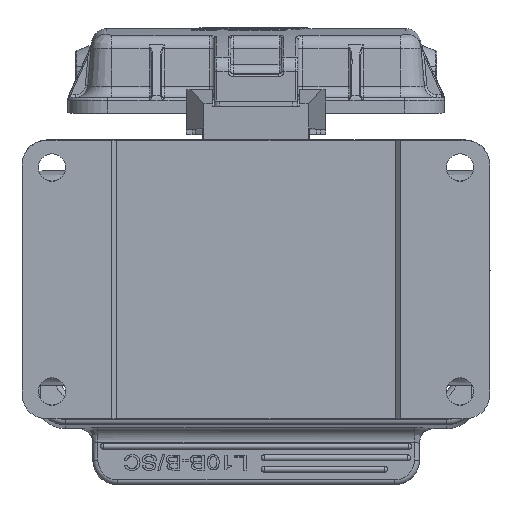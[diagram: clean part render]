
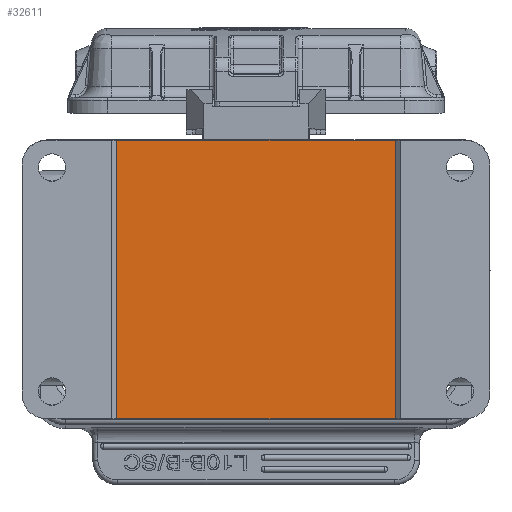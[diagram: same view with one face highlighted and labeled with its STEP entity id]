
A CAD part, front view. The second image highlights one B-rep face of the part: STEP entity #32611.
In plain terms, the highlighted planar face has unit normal (0, -1, -0.009).
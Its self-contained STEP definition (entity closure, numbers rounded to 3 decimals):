
#2822=DIRECTION('',(1.,0.,0.));
#2823=VECTOR('',#2822,56.);
#2824=CARTESIAN_POINT('',(18.986,-21.779,
-50.144));
#2825=LINE('',#2824,#2823);
#3236=DIRECTION('',(-1.,0.,0.));
#3237=VECTOR('',#3236,56.);
#3238=CARTESIAN_POINT('',(74.986,-22.285,5.854));
#3239=LINE('',#3238,#3237);
#3286=DIRECTION('',(0.,-0.009,1.));
#3287=VECTOR('',#3286,56.);
#3288=CARTESIAN_POINT('',(74.986,-21.796,
-50.144));
#3289=LINE('',#3288,#3287);
#3290=DIRECTION('',(0.,-0.009,1.));
#3291=VECTOR('',#3290,56.);
#3292=CARTESIAN_POINT('',(18.986,-21.779,
-50.144));
#3293=LINE('',#3292,#3291);
#26242=CARTESIAN_POINT('',(18.986,-21.779,
-50.144));
#26243=VERTEX_POINT('',#26242);
#26244=CARTESIAN_POINT('',(74.986,-21.796,
-50.144));
#26245=VERTEX_POINT('',#26244);
#26339=CARTESIAN_POINT('',(74.986,-22.285,
5.854));
#26340=VERTEX_POINT('',#26339);
#26341=CARTESIAN_POINT('',(18.986,-22.267,
5.854));
#26342=VERTEX_POINT('',#26341);
#32599=CARTESIAN_POINT('',(46.986,-22.032,
-22.145));
#32600=DIRECTION('',(0.,1.,0.009));
#32601=DIRECTION('',(0.,-0.009,1.));
#32602=AXIS2_PLACEMENT_3D('',#32599,#32600,#32601);
#32603=PLANE('',#32602);
#32604=ORIENTED_EDGE('',*,*,#31863,.F.);
#32606=ORIENTED_EDGE('',*,*,#32605,.T.);
#32607=ORIENTED_EDGE('',*,*,#32535,.F.);
#32608=ORIENTED_EDGE('',*,*,#32591,.F.);
#32609=EDGE_LOOP('',(#32604,#32606,#32607,#32608));
#32610=FACE_OUTER_BOUND('',#32609,.F.);
#31863=EDGE_CURVE('',#26243,#26245,#2825,.T.);
#32535=EDGE_CURVE('',#26340,#26342,#3239,.T.);
#32591=EDGE_CURVE('',#26245,#26340,#3289,.T.);
#32605=EDGE_CURVE('',#26243,#26342,#3293,.T.);
#32611=ADVANCED_FACE('',(#32610),#32603,.F.);
